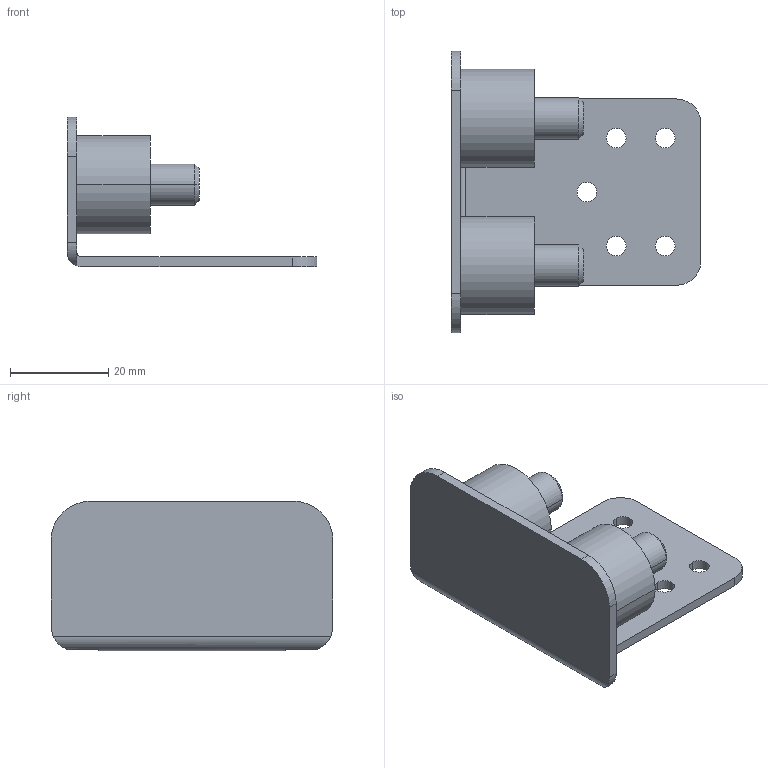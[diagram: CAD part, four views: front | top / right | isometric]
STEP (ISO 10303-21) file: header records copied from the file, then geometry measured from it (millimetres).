
FILE_DESCRIPTION((''),'2;1');
FILE_NAME('UR-S_ASM','2023-02-24T14:53:53',('klemen.sitar'),('Audax d.o.o.'),'CREO PARAMETRIC BY PTC INC, 2021304','CREO PARAMETRIC BY PTC INC, 2021304','');
FILE_SCHEMA(('AP242_MANAGED_MODEL_BASED_3D_ENGINEERING_MIM_LF { 1 0 10303 442 1 1 4 }'));
Length unit declared in the file: millimetre
Products named in the file (2): PRT0005; UR-S_ASM
Assembly tree (1 placements, depth 2):
  UR-S_ASM
    PRT0005
Bounding box: 51 x 57.5 x 30.5 mm (x, y, z)
Volume: 17425.3 mm3; surface area: 9942.7 mm2
Topology: 1 solids, 1 shells, 44 faces, 110 edges, 72 vertices
Faces by surface type: cylinder 26, plane 14, cone 4
Entity records: 2309 total; most frequent: DIRECTION 258, CARTESIAN_POINT 244, ORIENTED_EDGE 220, COLOUR_RGB 196, PRESENTATION_STYLE_ASSIGNMENT 155, STYLED_ITEM 149, CURVE_STYLE 110, EDGE_CURVE 110
